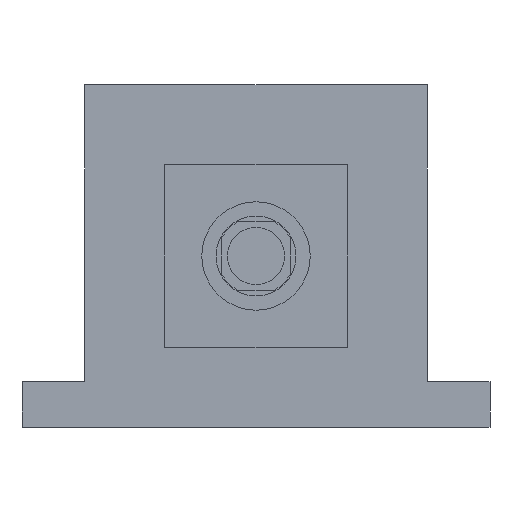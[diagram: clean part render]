
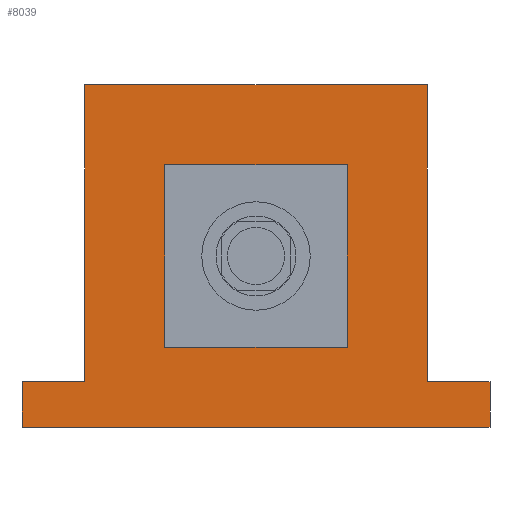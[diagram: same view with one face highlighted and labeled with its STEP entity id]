
A CAD part, front view. The second image highlights one B-rep face of the part: STEP entity #8039.
In plain terms, the highlighted planar face has unit normal (0, -1, 0).
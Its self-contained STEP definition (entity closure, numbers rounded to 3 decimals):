
#837=EDGE_CURVE('',#842,#843,#838,.T.);
#838=LINE('',#839,#840);
#839=CARTESIAN_POINT('',(-130.175,47.625,-69.85));
#840=VECTOR('',#841,1.);
#841=DIRECTION('',(1.,0.,0.));
#842=VERTEX_POINT('',#844);
#843=VERTEX_POINT('',#845);
#844=CARTESIAN_POINT('',(-130.175,47.625,-69.85));
#845=CARTESIAN_POINT('',(-95.25,47.625,-69.85));
#885=VERTEX_POINT('',#887);
#887=CARTESIAN_POINT('',(-130.175,47.625,-95.25));
#888=EDGE_CURVE('',#842,#885,#889,.T.);
#889=LINE('',#890,#891);
#890=CARTESIAN_POINT('',(-130.175,47.625,-69.85));
#891=VECTOR('',#892,1.);
#892=DIRECTION('',(0.,0.,-1.));
#959=EDGE_CURVE('',#964,#965,#960,.T.);
#960=LINE('',#961,#962);
#961=CARTESIAN_POINT('',(130.175,47.625,-69.85));
#962=VECTOR('',#963,1.);
#963=DIRECTION('',(-1.,0.,0.));
#964=VERTEX_POINT('',#966);
#965=VERTEX_POINT('',#967);
#966=CARTESIAN_POINT('',(130.175,47.625,-69.85));
#967=CARTESIAN_POINT('',(95.25,47.625,-69.85));
#1007=VERTEX_POINT('',#1009);
#1009=CARTESIAN_POINT('',(130.175,47.625,-95.25));
#1015=EDGE_CURVE('',#964,#1007,#1016,.T.);
#1016=LINE('',#1017,#1018);
#1017=CARTESIAN_POINT('',(130.175,47.625,-69.85));
#1018=VECTOR('',#1019,1.);
#1019=DIRECTION('',(0.,0.,-1.));
#1074=EDGE_LOOP('',(#1084,#1085,#1086,#1087,#1088,#1089,#1090,#1091));
#1084=ORIENTED_EDGE('',*,*,#1092,.T.);
#1085=ORIENTED_EDGE('',*,*,#1015,.F.);
#1086=ORIENTED_EDGE('',*,*,#959,.T.);
#1087=ORIENTED_EDGE('',*,*,#1097,.T.);
#1088=ORIENTED_EDGE('',*,*,#1104,.T.);
#1089=ORIENTED_EDGE('',*,*,#1111,.T.);
#1090=ORIENTED_EDGE('',*,*,#837,.F.);
#1091=ORIENTED_EDGE('',*,*,#888,.T.);
#1092=EDGE_CURVE('',#885,#1007,#1093,.T.);
#1093=LINE('',#1094,#1095);
#1094=CARTESIAN_POINT('',(-95.25,47.625,-95.25));
#1095=VECTOR('',#1096,1.);
#1096=DIRECTION('',(1.,0.,0.));
#1097=EDGE_CURVE('',#965,#1102,#1098,.T.);
#1098=LINE('',#1099,#1100);
#1099=CARTESIAN_POINT('',(95.25,47.625,-95.25));
#1100=VECTOR('',#1101,1.);
#1101=DIRECTION('',(0.,0.,1.));
#1102=VERTEX_POINT('',#1103);
#1103=CARTESIAN_POINT('',(95.25,47.625,95.25));
#1104=EDGE_CURVE('',#1102,#1109,#1105,.T.);
#1105=LINE('',#1106,#1107);
#1106=CARTESIAN_POINT('',(95.25,47.625,95.25));
#1107=VECTOR('',#1108,1.);
#1108=DIRECTION('',(-1.,0.,0.));
#1109=VERTEX_POINT('',#1110);
#1110=CARTESIAN_POINT('',(-95.25,47.625,95.25));
#1111=EDGE_CURVE('',#1109,#843,#1112,.T.);
#1112=LINE('',#1113,#1114);
#1113=CARTESIAN_POINT('',(-95.25,47.625,95.25));
#1114=VECTOR('',#1115,1.);
#1115=DIRECTION('',(0.,0.,-1.));
#1666=FACE_OUTER_BOUND('',#1668,.T.);
#1667=FACE_BOUND('',#1074,.T.);
#1668=EDGE_LOOP('',(#1670,#1671,#1672,#1673));
#1670=ORIENTED_EDGE('',*,*,#1674,.T.);
#1671=ORIENTED_EDGE('',*,*,#1683,.T.);
#1672=ORIENTED_EDGE('',*,*,#1690,.T.);
#1673=ORIENTED_EDGE('',*,*,#1697,.T.);
#1674=EDGE_CURVE('',#1679,#1680,#1675,.T.);
#1675=LINE('',#1676,#1677);
#1676=CARTESIAN_POINT('',(-50.8,47.625,50.8));
#1677=VECTOR('',#1678,1.);
#1678=DIRECTION('',(1.,0.,0.));
#1679=VERTEX_POINT('',#1681);
#1680=VERTEX_POINT('',#1682);
#1681=CARTESIAN_POINT('',(-50.8,47.625,50.8));
#1682=CARTESIAN_POINT('',(50.8,47.625,50.8));
#1683=EDGE_CURVE('',#1680,#1688,#1684,.T.);
#1684=LINE('',#1685,#1686);
#1685=CARTESIAN_POINT('',(50.8,47.625,50.8));
#1686=VECTOR('',#1687,1.);
#1687=DIRECTION('',(0.,0.,-1.));
#1688=VERTEX_POINT('',#1689);
#1689=CARTESIAN_POINT('',(50.8,47.625,-50.8));
#1690=EDGE_CURVE('',#1688,#1695,#1691,.T.);
#1691=LINE('',#1692,#1693);
#1692=CARTESIAN_POINT('',(50.8,47.625,-50.8));
#1693=VECTOR('',#1694,1.);
#1694=DIRECTION('',(-1.,0.,0.));
#1695=VERTEX_POINT('',#1696);
#1696=CARTESIAN_POINT('',(-50.8,47.625,-50.8));
#1697=EDGE_CURVE('',#1695,#1679,#1698,.T.);
#1698=LINE('',#1699,#1700);
#1699=CARTESIAN_POINT('',(-50.8,47.625,-50.8));
#1700=VECTOR('',#1701,1.);
#1701=DIRECTION('',(0.,0.,1.));
#1734=PLANE('',#1735);
#1735=AXIS2_PLACEMENT_3D('',#1736,#1737,#1738);
#1736=CARTESIAN_POINT('',(-95.25,47.625,-95.25));
#1737=DIRECTION('',(0.,-1.,0.));
#1738=DIRECTION('',(1.,0.,0.));
#8039=ADVANCED_FACE('',(#1666,#1667),#1734,.T.);
